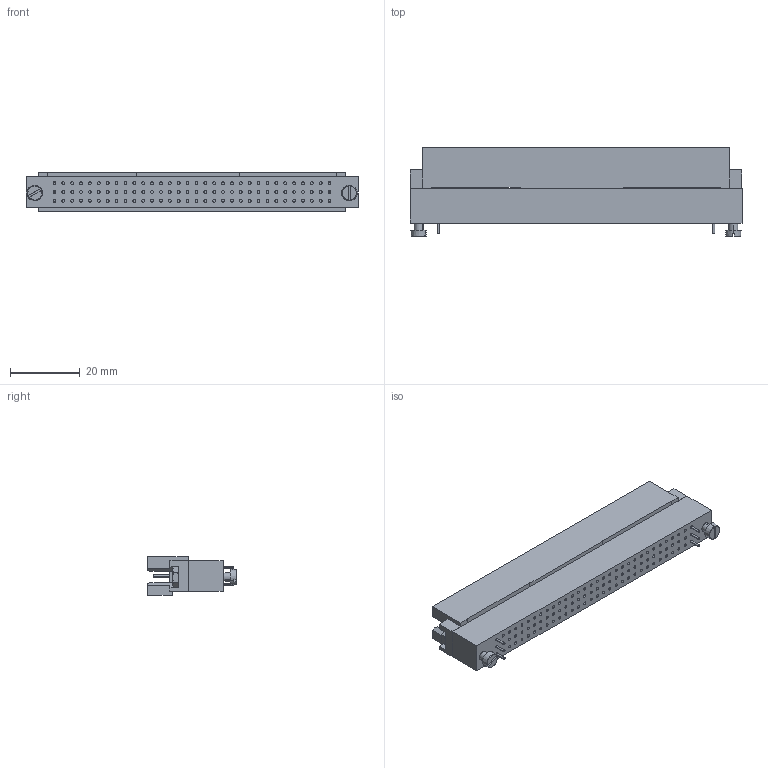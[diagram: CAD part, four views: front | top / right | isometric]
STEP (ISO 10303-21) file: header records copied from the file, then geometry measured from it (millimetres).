
FILE_DESCRIPTION (( 'STEP AP214' ), '1' );
FILE_NAME ('DIN41612 - LoadBoard.STEP', '2018-11-07T08:58:50', ( '' ), ( '' ), 'SwSTEP 2.0', 'SolidWorks 2018', '' );
FILE_SCHEMA (( 'AUTOMOTIVE_DESIGN' ));
Length unit declared in the file: millimetre
Products named in the file (5): slotted cheese head screw_din_DIN EN ISO 1207 - M2.5 x 16 - 16N; LB-Connector-Spacer; DIN41612 - LoadBoard; hex thin nut chamfered gradeab_din_Hexagon Thin Nut ISO 4035 - M2.5 - N; 09731966907
Assembly tree (6 placements, depth 2):
  DIN41612 - LoadBoard
    LB-Connector-Spacer
    09731966907
    slotted cheese head screw_din_DIN EN ISO 1207 - M2.5 x 16 - 16N  x2
    hex thin nut chamfered gradeab_din_Hexagon Thin Nut ISO 4035 - M2.5 - N  x2
Bounding box: 95 x 25.4 x 11.1 mm (x, y, z)
Volume: 14098 mm3; surface area: 12429.1 mm2
Topology: 6 solids, 6 shells, 392 faces, 1046 edges, 680 vertices
Faces by surface type: cylinder 236, plane 116, cone 36, torus 4
Entity records: 12294 total; most frequent: CARTESIAN_POINT 2136, DIRECTION 2128, ORIENTED_EDGE 1912, EDGE_CURVE 956, AXIS2_PLACEMENT_3D 844, VERTEX_POINT 626, EDGE_LOOP 566, CIRCLE 484
